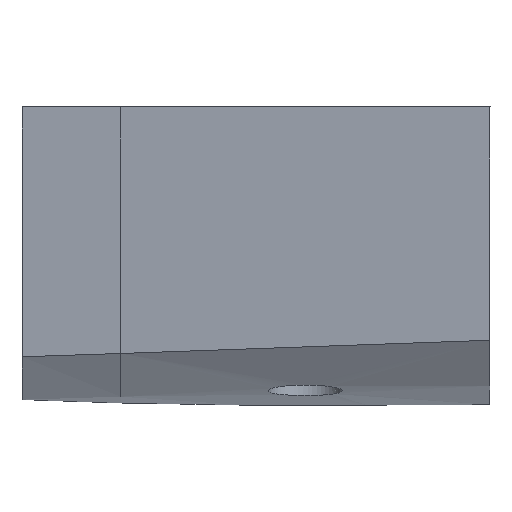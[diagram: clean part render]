
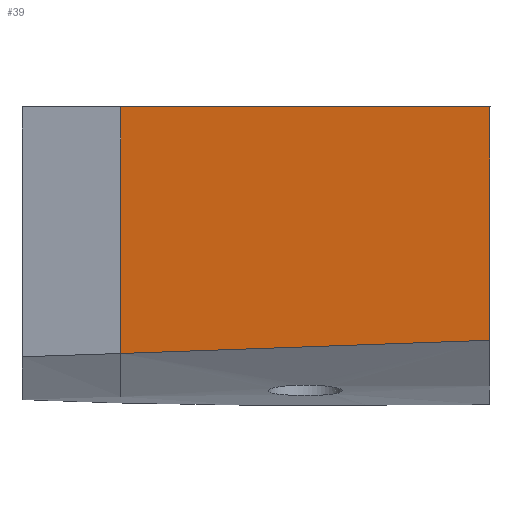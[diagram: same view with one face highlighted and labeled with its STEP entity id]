
A CAD part, front view. The second image highlights one B-rep face of the part: STEP entity #39.
In plain terms, the highlighted free-form (B-spline) face has degree [2, 3] with [3, 4] control points.
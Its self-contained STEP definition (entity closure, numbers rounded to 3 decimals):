
#39=ADVANCED_FACE('',(#55),#270,.T.);
#55=FACE_OUTER_BOUND('',#74,.T.);
#74=EDGE_LOOP('',(#126,#127,#128,#129));
#126=ORIENTED_EDGE('',*,*,#170,.F.);
#127=ORIENTED_EDGE('',*,*,#184,.F.);
#128=ORIENTED_EDGE('',*,*,#183,.T.);
#129=ORIENTED_EDGE('',*,*,#176,.F.);
#170=EDGE_CURVE('',#237,#244,#218,.T.);
#176=EDGE_CURVE('',#244,#246,#203,.T.);
#183=EDGE_CURVE('',#252,#246,#223,.T.);
#184=EDGE_CURVE('',#252,#237,#224,.T.);
#203=B_SPLINE_CURVE_WITH_KNOTS('',3,(#498,#499,#500,#501),.UNSPECIFIED.,
 .F.,.F.,(4,4),(0.,15.113),.UNSPECIFIED.);
#218=(
BOUNDED_CURVE()
B_SPLINE_CURVE(2,(#483,#484,#485),.UNSPECIFIED.,.F.,.F.)
B_SPLINE_CURVE_WITH_KNOTS((3,3),(117.506,127.649),
 .UNSPECIFIED.)
CURVE()
GEOMETRIC_REPRESENTATION_ITEM()
RATIONAL_B_SPLINE_CURVE((1.,1.,1.))
REPRESENTATION_ITEM('')
);
#223=(
BOUNDED_CURVE()
B_SPLINE_CURVE(2,(#550,#551,#552),.UNSPECIFIED.,.F.,.F.)
B_SPLINE_CURVE_WITH_KNOTS((3,3),(79.388,89.179),
 .UNSPECIFIED.)
CURVE()
GEOMETRIC_REPRESENTATION_ITEM()
RATIONAL_B_SPLINE_CURVE((1.,1.,1.))
REPRESENTATION_ITEM('')
);
#224=(
BOUNDED_CURVE()
B_SPLINE_CURVE(3,(#553,#554,#555,#556),.UNSPECIFIED.,.F.,.F.)
B_SPLINE_CURVE_WITH_KNOTS((4,4),(0.,15.122),.UNSPECIFIED.)
CURVE()
GEOMETRIC_REPRESENTATION_ITEM()
RATIONAL_B_SPLINE_CURVE((1.,1.,1.,1.))
REPRESENTATION_ITEM('')
);
#237=VERTEX_POINT('',#430);
#244=VERTEX_POINT('',#437);
#246=VERTEX_POINT('',#439);
#252=VERTEX_POINT('',#445);
#270=(
BOUNDED_SURFACE()
B_SPLINE_SURFACE(2,3,((#362,#363,#364,#365),(#366,#367,#368,#369),(#370,
#371,#372,#373)),.UNSPECIFIED.,.F.,.F.,.F.)
B_SPLINE_SURFACE_WITH_KNOTS((3,3),(4,4),(79.388,95.951),
(0.,15.122),.UNSPECIFIED.)
GEOMETRIC_REPRESENTATION_ITEM()
RATIONAL_B_SPLINE_SURFACE(((1.,1.,1.,1.),
(1.,1.,1.,1.),(1.,1.,
1.,1.)))
REPRESENTATION_ITEM('')
SURFACE()
);
#362=CARTESIAN_POINT('',(315.962,-1331.052,11.647));
#363=CARTESIAN_POINT('',(310.962,-1330.438,11.468));
#364=CARTESIAN_POINT('',(305.962,-1329.825,11.289));
#365=CARTESIAN_POINT('',(300.962,-1329.211,11.109));
#366=CARTESIAN_POINT('',(315.962,-1331.052,19.66));
#367=CARTESIAN_POINT('',(310.962,-1330.438,19.57));
#368=CARTESIAN_POINT('',(305.962,-1329.825,19.48));
#369=CARTESIAN_POINT('',(300.962,-1329.211,19.391));
#370=CARTESIAN_POINT('',(315.962,-1331.052,27.672));
#371=CARTESIAN_POINT('',(310.962,-1330.438,27.672));
#372=CARTESIAN_POINT('',(305.962,-1329.825,27.672));
#373=CARTESIAN_POINT('',(300.962,-1329.211,27.672));
#430=CARTESIAN_POINT('',(300.962,-1329.211,11.109));
#437=CARTESIAN_POINT('',(300.962,-1329.211,21.12));
#439=CARTESIAN_POINT('',(315.962,-1331.052,21.12));
#445=CARTESIAN_POINT('',(315.962,-1331.052,11.647));
#483=CARTESIAN_POINT('',(300.962,-1329.211,11.109));
#484=CARTESIAN_POINT('',(300.962,-1329.211,16.115));
#485=CARTESIAN_POINT('',(300.962,-1329.211,21.12));
#498=CARTESIAN_POINT('',(300.962,-1329.211,21.12));
#499=CARTESIAN_POINT('',(305.962,-1329.825,21.12));
#500=CARTESIAN_POINT('',(310.962,-1330.438,21.12));
#501=CARTESIAN_POINT('',(315.962,-1331.052,21.12));
#550=CARTESIAN_POINT('',(315.962,-1331.052,11.647));
#551=CARTESIAN_POINT('',(315.962,-1331.052,16.383));
#552=CARTESIAN_POINT('',(315.962,-1331.052,21.12));
#553=CARTESIAN_POINT('',(315.962,-1331.052,11.647));
#554=CARTESIAN_POINT('',(310.962,-1330.438,11.468));
#555=CARTESIAN_POINT('',(305.962,-1329.825,11.289));
#556=CARTESIAN_POINT('',(300.962,-1329.211,11.109));
